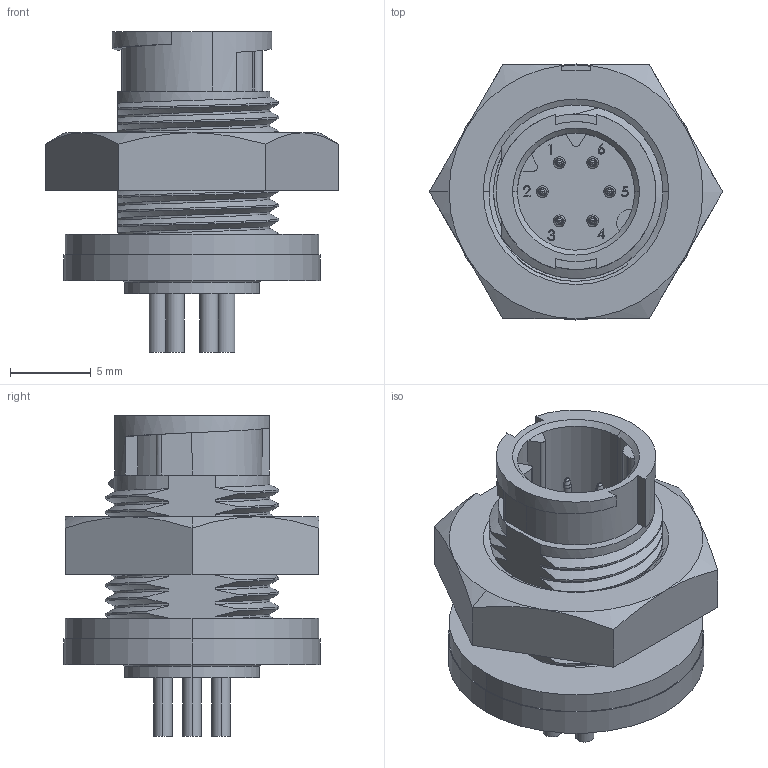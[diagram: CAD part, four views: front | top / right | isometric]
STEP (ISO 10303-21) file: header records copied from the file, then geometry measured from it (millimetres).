
FILE_DESCRIPTION (( 'STEP AP203' ), '1' );
FILE_NAME ('17980-6PG-300.STEP', '2014-09-26T14:36:31', ( '' ), ( '' ), 'SwSTEP 2.0', 'SolidWorks 2014', '' );
FILE_SCHEMA (( 'CONFIG_CONTROL_DESIGN' ));
Length unit declared in the file: inch
Products named in the file (1): 17980-6PG-300
Bounding box: 18.18 x 15.88 x 19.89 mm (x, y, z)
Volume: 1685.4 mm3; surface area: 2112 mm2
Topology: 2 solids, 2 shells, 436 faces, 1114 edges, 710 vertices
Faces by surface type: plane 157, cylinder 108, bspline 98, torus 40, cone 25, sphere 8
Entity records: 23856 total; most frequent: CARTESIAN_POINT 14080, ORIENTED_EDGE 2204, DIRECTION 1732, EDGE_CURVE 1102, VERTEX_POINT 704, AXIS2_PLACEMENT_3D 598, VECTOR 536, LINE 536
